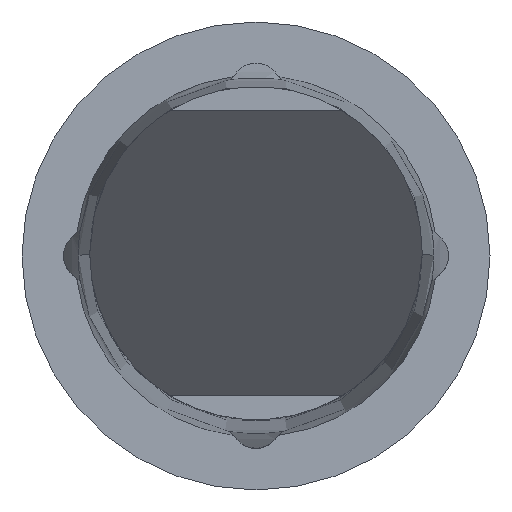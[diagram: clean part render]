
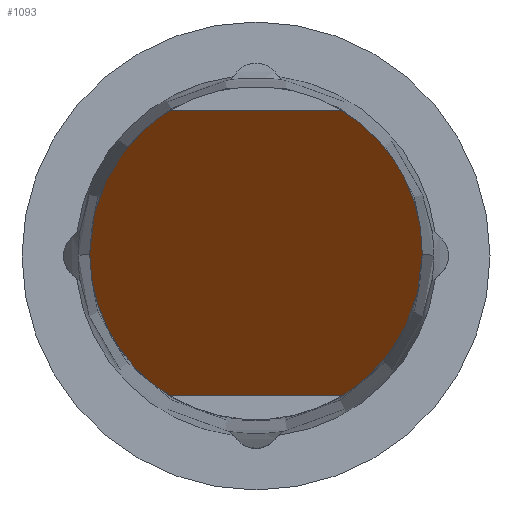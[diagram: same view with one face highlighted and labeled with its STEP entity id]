
A CAD part, top view. The second image highlights one B-rep face of the part: STEP entity #1093.
In plain terms, the highlighted planar face has unit normal (0, -0.707, 0.707).
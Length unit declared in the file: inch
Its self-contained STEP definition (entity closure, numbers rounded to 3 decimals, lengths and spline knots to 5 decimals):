
#440=CARTESIAN_POINT('',(0.07,0.,0.72));
#441=CARTESIAN_POINT('',(0.07,-0.00593,0.71407));
#442=CARTESIAN_POINT('',(0.06852,-0.01729,
0.70271));
#443=CARTESIAN_POINT('',(0.06247,-0.03309,
0.68691));
#444=CARTESIAN_POINT('',(0.05241,-0.04757,
0.67243));
#445=CARTESIAN_POINT('',(0.04244,-0.05616,
0.66384));
#446=CARTESIAN_POINT('',(0.03606,-0.06,0.66));
#448=CARTESIAN_POINT('',(-0.03606,-0.06,0.66));
#449=CARTESIAN_POINT('',(-0.04244,-0.05616,
0.66384));
#450=CARTESIAN_POINT('',(-0.05241,-0.04757,
0.67243));
#451=CARTESIAN_POINT('',(-0.06247,-0.03309,
0.68691));
#452=CARTESIAN_POINT('',(-0.06852,-0.01729,
0.70271));
#453=CARTESIAN_POINT('',(-0.07,-0.00593,0.71407));
#454=CARTESIAN_POINT('',(-0.07,0.,0.72));
#456=DIRECTION('',(-1.,0.,0.));
#457=VECTOR('',#456,0.07211);
#458=CARTESIAN_POINT('',(0.03606,-0.06,0.66));
#459=LINE('',#458,#457);
#460=DIRECTION('',(1.,0.,0.));
#461=VECTOR('',#460,0.07211);
#462=CARTESIAN_POINT('',(-0.03606,0.06,0.78));
#463=LINE('',#462,#461);
#464=CARTESIAN_POINT('',(-0.07,0.,0.72));
#465=CARTESIAN_POINT('',(-0.07,0.00593,0.72593));
#466=CARTESIAN_POINT('',(-0.06852,0.01729,
0.73729));
#467=CARTESIAN_POINT('',(-0.06247,0.03309,
0.75309));
#468=CARTESIAN_POINT('',(-0.05241,0.04757,
0.76757));
#469=CARTESIAN_POINT('',(-0.04244,0.05616,
0.77616));
#470=CARTESIAN_POINT('',(-0.03606,0.06,0.78));
#480=CARTESIAN_POINT('',(0.03606,0.06,0.78));
#481=CARTESIAN_POINT('',(0.04244,0.05616,
0.77616));
#482=CARTESIAN_POINT('',(0.05241,0.04757,
0.76757));
#483=CARTESIAN_POINT('',(0.06247,0.03309,
0.75309));
#484=CARTESIAN_POINT('',(0.06852,0.01729,
0.73729));
#485=CARTESIAN_POINT('',(0.07,0.00593,0.72593));
#486=CARTESIAN_POINT('',(0.07,0.,0.72));
#585=CARTESIAN_POINT('',(-0.03606,0.06,0.78));
#586=CARTESIAN_POINT('',(0.03606,0.06,0.78));
#587=VERTEX_POINT('',#585);
#588=VERTEX_POINT('',#586);
#589=CARTESIAN_POINT('',(-0.03606,-0.06,0.66));
#590=CARTESIAN_POINT('',(0.03606,-0.06,0.66));
#591=VERTEX_POINT('',#589);
#592=VERTEX_POINT('',#590);
#593=VERTEX_POINT('',#440);
#594=VERTEX_POINT('',#454);
#1077=CARTESIAN_POINT('',(0.1,-0.06,0.66));
#1078=DIRECTION('',(0.,0.707,-0.707));
#1079=DIRECTION('',(0.,0.707,0.707));
#1080=AXIS2_PLACEMENT_3D('',#1077,#1078,#1079);
#1081=PLANE('',#1080);
#1083=ORIENTED_EDGE('',*,*,#1082,.T.);
#1085=ORIENTED_EDGE('',*,*,#1084,.T.);
#1086=ORIENTED_EDGE('',*,*,#1054,.T.);
#1087=ORIENTED_EDGE('',*,*,#1072,.T.);
#1088=ORIENTED_EDGE('',*,*,#1061,.T.);
#1090=ORIENTED_EDGE('',*,*,#1089,.T.);
#1091=EDGE_LOOP('',(#1083,#1085,#1086,#1087,#1088,#1090));
#1092=FACE_OUTER_BOUND('',#1091,.F.);
#1093=ADVANCED_FACE('',(#1092),#1081,.F.);
#447=B_SPLINE_CURVE_WITH_KNOTS('',3,(#440,#441,#442,#443,#444,#445,#446),
.UNSPECIFIED.,.F.,.F.,(4,1,1,1,4),(0.,0.25,0.5,0.75,1.),
.UNSPECIFIED.);
#455=B_SPLINE_CURVE_WITH_KNOTS('',3,(#448,#449,#450,#451,#452,#453,#454),
.UNSPECIFIED.,.F.,.F.,(4,1,1,1,4),(0.,0.25,0.5,0.75,1.),
.UNSPECIFIED.);
#471=B_SPLINE_CURVE_WITH_KNOTS('',3,(#464,#465,#466,#467,#468,#469,#470),
.UNSPECIFIED.,.F.,.F.,(4,1,1,1,4),(0.,0.25,0.5,0.75,1.),
.UNSPECIFIED.);
#487=B_SPLINE_CURVE_WITH_KNOTS('',3,(#480,#481,#482,#483,#484,#485,#486),
.UNSPECIFIED.,.F.,.F.,(4,1,1,1,4),(0.,0.25,0.5,0.75,1.),
.UNSPECIFIED.);
#1054=EDGE_CURVE('',#593,#592,#447,.T.);
#1061=EDGE_CURVE('',#591,#594,#455,.T.);
#1072=EDGE_CURVE('',#592,#591,#459,.T.);
#1082=EDGE_CURVE('',#587,#588,#463,.T.);
#1084=EDGE_CURVE('',#588,#593,#487,.T.);
#1089=EDGE_CURVE('',#594,#587,#471,.T.);
